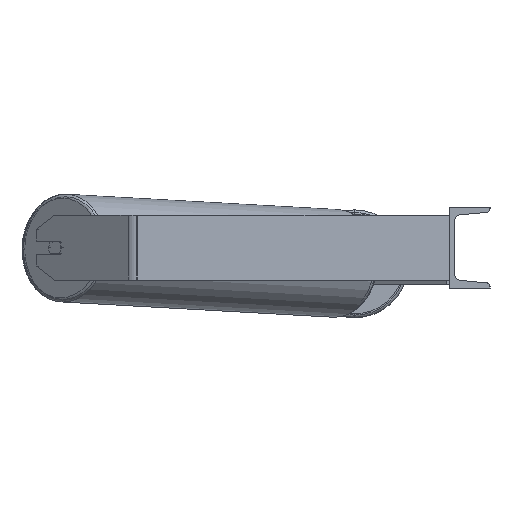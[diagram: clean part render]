
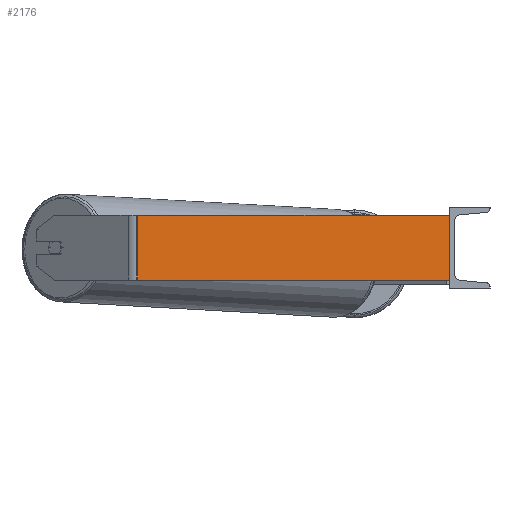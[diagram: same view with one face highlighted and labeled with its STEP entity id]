
A CAD part, left-side view. The second image highlights one B-rep face of the part: STEP entity #2176.
In plain terms, the highlighted planar face has unit normal (-0.996, -0.087, 0).
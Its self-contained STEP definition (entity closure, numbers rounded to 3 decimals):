
#89 = EDGE_CURVE ( 'NONE', #1522, #8990, #1172, .T. ) ;
#168 = DIRECTION ( 'NONE',  ( 0.996, 0.087, 0. ) ) ;
#217 = DIRECTION ( 'NONE',  ( 0., 0., -1. ) ) ;
#276 = VERTEX_POINT ( 'NONE', #2624 ) ;
#772 = CARTESIAN_POINT ( 'NONE',  ( -785., 0., 40. ) ) ;
#1149 = CARTESIAN_POINT ( 'NONE',  ( -819.207, 390.987, -40. ) ) ;
#1172 = LINE ( 'NONE', #2673, #7017 ) ;
#1520 = VECTOR ( 'NONE', #4869, 1000. ) ;
#1522 = VERTEX_POINT ( 'NONE', #2699 ) ;
#1565 = DIRECTION ( 'NONE',  ( -0.087, 0.996, 0. ) ) ;
#2147 = CARTESIAN_POINT ( 'NONE',  ( -818.629, 384.385, -40. ) ) ;
#2176 = ADVANCED_FACE ( 'NONE', ( #5773 ), #3701, .F. ) ;
#2525 = CARTESIAN_POINT ( 'NONE',  ( -819.207, 390.987, 40. ) ) ;
#2624 = CARTESIAN_POINT ( 'NONE',  ( -785., 0., 40. ) ) ;
#2634 = ORIENTED_EDGE ( 'NONE', *, *, #5316, .F. ) ;
#2673 = CARTESIAN_POINT ( 'NONE',  ( -818.629, 384.385, 40. ) ) ;
#2699 = CARTESIAN_POINT ( 'NONE',  ( -818.629, 384.385, 40. ) ) ;
#2752 = VECTOR ( 'NONE', #217, 1000. ) ;
#3227 = EDGE_CURVE ( 'NONE', #8990, #7610, #8212, .T. ) ;
#3701 = PLANE ( 'NONE',  #5602 ) ;
#3865 = ORIENTED_EDGE ( 'NONE', *, *, #89, .T. ) ;
#4244 = EDGE_CURVE ( 'NONE', #1522, #276, #4755, .T. ) ;
#4755 = LINE ( 'NONE', #2525, #7258 ) ;
#4869 = DIRECTION ( 'NONE',  ( 0.087, -0.996, 0. ) ) ;
#5316 = EDGE_CURVE ( 'NONE', #276, #7610, #6584, .T. ) ;
#5355 = DIRECTION ( 'NONE',  ( 0.087, -0.996, 0. ) ) ;
#5602 = AXIS2_PLACEMENT_3D ( 'NONE', #6485, #168, #1565 ) ;
#5773 = FACE_OUTER_BOUND ( 'NONE', #8208, .T. ) ;
#6485 = CARTESIAN_POINT ( 'NONE',  ( -819.207, 390.987, 40. ) ) ;
#6584 = LINE ( 'NONE', #772, #2752 ) ;
#6841 = DIRECTION ( 'NONE',  ( 0., 0., -1. ) ) ;
#6844 = ORIENTED_EDGE ( 'NONE', *, *, #3227, .T. ) ;
#7017 = VECTOR ( 'NONE', #6841, 1000. ) ;
#7258 = VECTOR ( 'NONE', #5355, 1000. ) ;
#7549 = CARTESIAN_POINT ( 'NONE',  ( -785., 0., -40. ) ) ;
#7610 = VERTEX_POINT ( 'NONE', #7549 ) ;
#8146 = ORIENTED_EDGE ( 'NONE', *, *, #4244, .F. ) ;
#8208 = EDGE_LOOP ( 'NONE', ( #6844, #2634, #8146, #3865 ) ) ;
#8212 = LINE ( 'NONE', #1149, #1520 ) ;
#8990 = VERTEX_POINT ( 'NONE', #2147 ) ;
